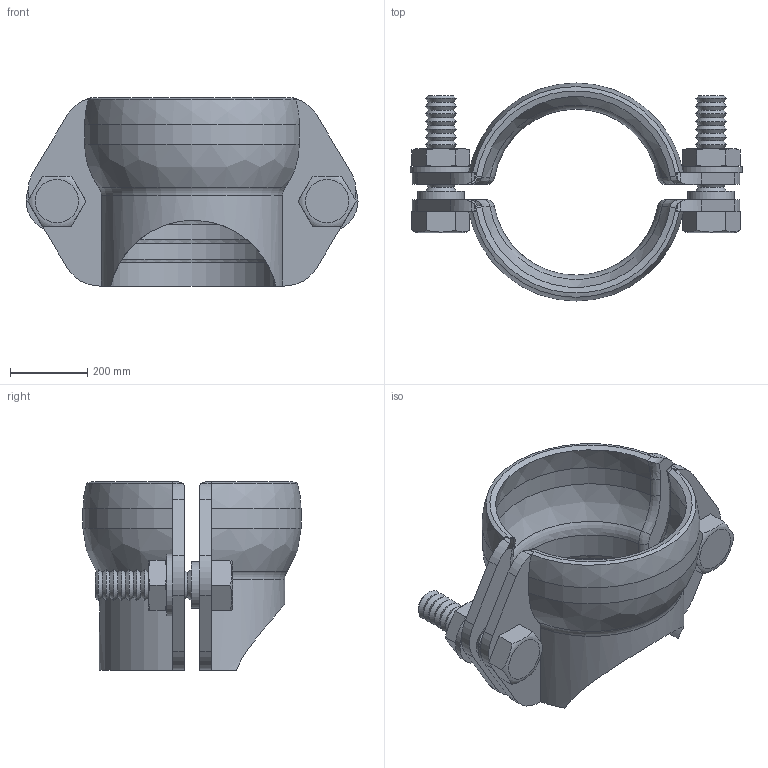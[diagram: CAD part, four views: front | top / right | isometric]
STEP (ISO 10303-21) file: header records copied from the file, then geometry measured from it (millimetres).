
FILE_DESCRIPTION(/* description */ (''),/* implementation_level */ '2;1');
FILE_NAME(/* name */ '4.8061040C_3D.stp',/* time_stamp */ '2024-12-11T09:00:15+01:00',/* author */ ('CAD'),/* organization */ (''),/* preprocessor_version */ 'ST-DEVELOPER v20',/* originating_system */ 'AutoCAD Mechanical',/* authorisation */ '');
FILE_SCHEMA (('AUTOMOTIVE_DESIGN { 1 0 10303 214 3 1 1 }'));
Length unit declared in the file: centimetre
Products named in the file (2): Product; *S2
Assembly tree (1 placements, depth 2):
  Product
    *S2
Bounding box: 860 x 565 x 487.21 mm (x, y, z)
Volume: 27596069.2 mm3; surface area: 2367421.9 mm2
Topology: 10 solids, 10 shells, 296 faces, 713 edges, 441 vertices
Faces by surface type: cone 109, plane 94, cylinder 57, bspline 28, torus 8
Full cylindrical faces by diameter (mm): 66.47 x2, 80 x2, 84 x2, 90 x2, 100 x4, 120 x2, 160 x2
Entity records: 10424 total; most frequent: CARTESIAN_POINT 3748, ORIENTED_EDGE 1426, DIRECTION 1301, EDGE_CURVE 713, AXIS2_PLACEMENT_3D 524, VERTEX_POINT 441, EDGE_LOOP 320, FACE_OUTER_BOUND 296
